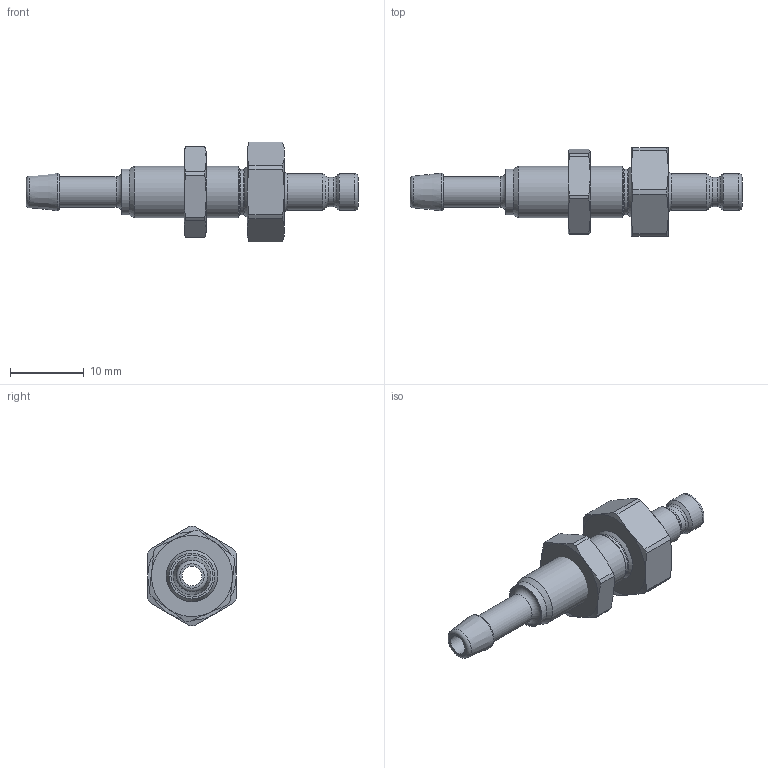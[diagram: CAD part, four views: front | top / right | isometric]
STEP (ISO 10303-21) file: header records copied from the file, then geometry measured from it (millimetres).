
FILE_DESCRIPTION((''),'2;1');
FILE_NAME('20sfts04mxn.stp','2013-06-27T08:25:30',('SW119480'),(''),'Autodesk Inventor 2013','Autodesk Inventor 2013','');
FILE_SCHEMA(('AUTOMOTIVE_DESIGN { 1 0 10303 214 1 1 1 1 }'));
Length unit declared in the file: millimetre
Products named in the file (3): D107109; D107108; D104103
Assembly tree (2 placements, depth 2):
  D107109
    D107108
    D104103
Bounding box: 45 x 12 x 13.5 mm (x, y, z)
Volume: 1587.3 mm3; surface area: 1825.8 mm2
Topology: 2 solids, 2 shells, 80 faces, 174 edges, 102 vertices
Faces by surface type: cone 30, cylinder 21, plane 20, torus 9
Full cylindrical faces by diameter (mm): 2.7 x1, 3.95 x1, 4.1 x1, 5 x2, 6.2 x2, 6.459 x1, 7 x1
Entity records: 2082 total; most frequent: CARTESIAN_POINT 433, DIRECTION 350, ORIENTED_EDGE 300, AXIS2_PLACEMENT_3D 163, EDGE_CURVE 150, EDGE_LOOP 112, VERTEX_POINT 102, FACE_OUTER_BOUND 80
